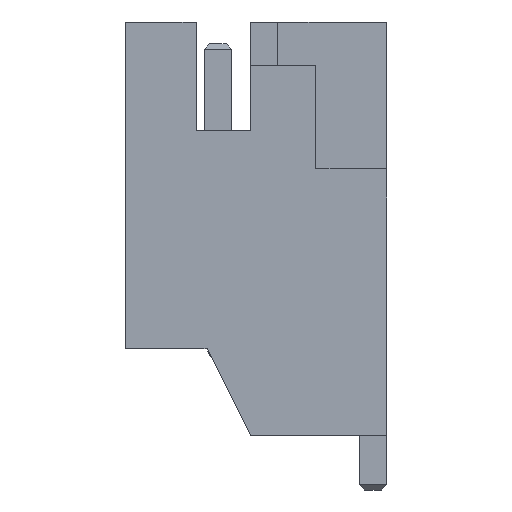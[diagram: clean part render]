
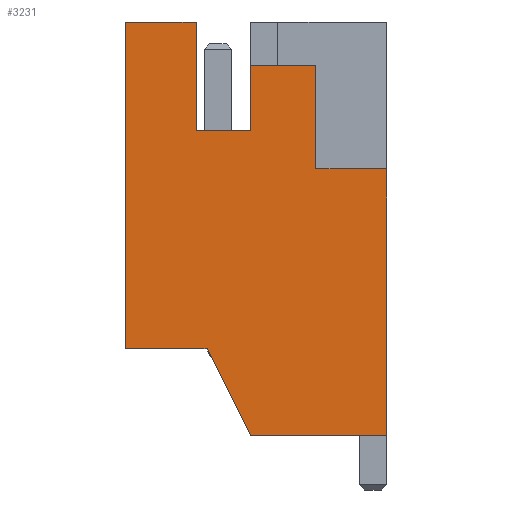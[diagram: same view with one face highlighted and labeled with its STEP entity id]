
A CAD part, left-side view. The second image highlights one B-rep face of the part: STEP entity #3231.
In plain terms, the highlighted planar face has unit normal (-1, 0, 0).
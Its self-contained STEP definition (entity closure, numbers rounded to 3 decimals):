
#185=FACE_OUTER_BOUND('',#364,.T.);
#364=EDGE_LOOP('',(#2516,#2517,#2518,#2519,#2520,#2521,#2522,#2523,#2524,
#2525,#2526,#2527));
#679=LINE('',#4916,#1102);
#684=LINE('',#4927,#1107);
#685=LINE('',#4929,#1108);
#686=LINE('',#4930,#1109);
#687=LINE('',#4932,#1110);
#688=LINE('',#4934,#1111);
#689=LINE('',#4936,#1112);
#690=LINE('',#4938,#1113);
#691=LINE('',#4940,#1114);
#692=LINE('',#4942,#1115);
#693=LINE('',#4944,#1116);
#694=LINE('',#4945,#1117);
#1102=VECTOR('',#4007,1.3);
#1107=VECTOR('',#4014,1.2);
#1108=VECTOR('',#4015,1.);
#1109=VECTOR('',#4016,2.);
#1110=VECTOR('',#4017,6.);
#1111=VECTOR('',#4018,1.5);
#1112=VECTOR('',#4019,1.789);
#1113=VECTOR('',#4020,2.5);
#1114=VECTOR('',#4021,4.9);
#1115=VECTOR('',#4022,1.3);
#1116=VECTOR('',#4023,1.9);
#1117=VECTOR('',#4024,1.2);
#1465=VERTEX_POINT('',#4912);
#1467=VERTEX_POINT('',#4915);
#1471=VERTEX_POINT('',#4925);
#1472=VERTEX_POINT('',#4926);
#1473=VERTEX_POINT('',#4928);
#1474=VERTEX_POINT('',#4931);
#1475=VERTEX_POINT('',#4933);
#1476=VERTEX_POINT('',#4935);
#1477=VERTEX_POINT('',#4937);
#1478=VERTEX_POINT('',#4939);
#1479=VERTEX_POINT('',#4941);
#1480=VERTEX_POINT('',#4943);
#1847=EDGE_CURVE('',#1465,#1467,#679,.T.);
#1852=EDGE_CURVE('',#1471,#1472,#684,.T.);
#1853=EDGE_CURVE('',#1472,#1473,#685,.T.);
#1854=EDGE_CURVE('',#1473,#1467,#686,.T.);
#1855=EDGE_CURVE('',#1474,#1465,#687,.T.);
#1856=EDGE_CURVE('',#1475,#1474,#688,.T.);
#1857=EDGE_CURVE('',#1475,#1476,#689,.T.);
#1858=EDGE_CURVE('',#1476,#1477,#690,.F.);
#1859=EDGE_CURVE('',#1477,#1478,#691,.T.);
#1860=EDGE_CURVE('',#1478,#1479,#692,.T.);
#1861=EDGE_CURVE('',#1479,#1480,#693,.T.);
#1862=EDGE_CURVE('',#1480,#1471,#694,.T.);
#2516=ORIENTED_EDGE('',*,*,#1852,.T.);
#2517=ORIENTED_EDGE('',*,*,#1853,.T.);
#2518=ORIENTED_EDGE('',*,*,#1854,.T.);
#2519=ORIENTED_EDGE('',*,*,#1847,.F.);
#2520=ORIENTED_EDGE('',*,*,#1855,.F.);
#2521=ORIENTED_EDGE('',*,*,#1856,.F.);
#2522=ORIENTED_EDGE('',*,*,#1857,.T.);
#2523=ORIENTED_EDGE('',*,*,#1858,.T.);
#2524=ORIENTED_EDGE('',*,*,#1859,.T.);
#2525=ORIENTED_EDGE('',*,*,#1860,.T.);
#2526=ORIENTED_EDGE('',*,*,#1861,.T.);
#2527=ORIENTED_EDGE('',*,*,#1862,.T.);
#3064=PLANE('',#3450);
#3231=ADVANCED_FACE('',(#185),#3064,.T.);
#3450=AXIS2_PLACEMENT_3D('',#4924,#4012,#4013);
#4007=DIRECTION('',(0.,-1.,0.));
#4012=DIRECTION('center_axis',(-1.,0.,0.));
#4013=DIRECTION('ref_axis',(0.,0.,1.));
#4014=DIRECTION('',(0.,0.,-1.));
#4015=DIRECTION('',(0.,1.,0.));
#4016=DIRECTION('',(0.,0.,1.));
#4017=DIRECTION('',(0.,0.,1.));
#4018=DIRECTION('',(0.,1.,0.));
#4019=DIRECTION('',(0.,-0.447,-0.894));
#4020=DIRECTION('',(0.,1.,0.));
#4021=DIRECTION('',(0.,0.,1.));
#4022=DIRECTION('',(0.,1.,0.));
#4023=DIRECTION('',(0.,0.,1.));
#4024=DIRECTION('',(0.,1.,0.));
#4912=CARTESIAN_POINT('',(-7.95,4.8,0.));
#4915=CARTESIAN_POINT('',(-7.95,3.5,0.));
#4916=CARTESIAN_POINT('',(-7.95,4.8,0.));
#4924=CARTESIAN_POINT('Origin',(-7.95,2.4,-3.));
#4925=CARTESIAN_POINT('',(-7.95,2.5,-0.8));
#4926=CARTESIAN_POINT('',(-7.95,2.5,-2.));
#4927=CARTESIAN_POINT('',(-7.95,2.5,-0.8));
#4928=CARTESIAN_POINT('',(-7.95,3.5,-2.));
#4929=CARTESIAN_POINT('',(-7.95,2.5,-2.));
#4930=CARTESIAN_POINT('',(-7.95,3.5,-2.));
#4931=CARTESIAN_POINT('',(-7.95,4.8,-6.));
#4932=CARTESIAN_POINT('',(-7.95,4.8,-6.));
#4933=CARTESIAN_POINT('',(-7.95,3.3,-6.));
#4934=CARTESIAN_POINT('',(-7.95,3.3,-6.));
#4935=CARTESIAN_POINT('',(-7.95,2.5,-7.6));
#4936=CARTESIAN_POINT('',(-7.95,3.3,-6.));
#4937=CARTESIAN_POINT('',(-7.95,0.,-7.6));
#4938=CARTESIAN_POINT('',(-7.95,0.,-7.6));
#4939=CARTESIAN_POINT('',(-7.95,0.,-2.7));
#4940=CARTESIAN_POINT('',(-7.95,0.,-7.6));
#4941=CARTESIAN_POINT('',(-7.95,1.3,-2.7));
#4942=CARTESIAN_POINT('',(-7.95,0.,-2.7));
#4943=CARTESIAN_POINT('',(-7.95,1.3,-0.8));
#4944=CARTESIAN_POINT('',(-7.95,1.3,-2.7));
#4945=CARTESIAN_POINT('',(-7.95,1.3,-0.8));
